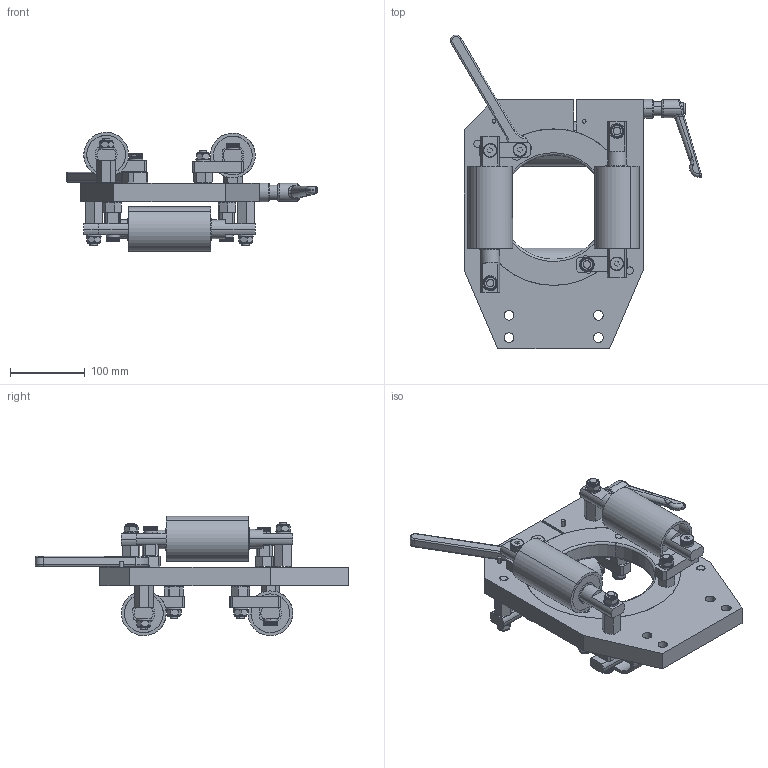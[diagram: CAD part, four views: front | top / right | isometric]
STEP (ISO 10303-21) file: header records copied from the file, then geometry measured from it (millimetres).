
FILE_DESCRIPTION (( 'STEP AP214' ), '1' );
FILE_NAME ('190508_STEP_2069B.STEP', '2019-05-08T11:19:06', ( '' ), ( '' ), 'SwSTEP 2.0', 'SolidWorks 2019', '' );
FILE_SCHEMA (( 'AUTOMOTIVE_DESIGN' ));
Length unit declared in the file: millimetre
Products named in the file (1): 190508_STEP_2069B
Bounding box: 336.91 x 420.59 x 159.95 mm (x, y, z)
Surface area: 449645.9 mm2 (no closed solid volume)
Topology: 0 solids, 84 shells, 868 faces, 4172 edges, 3092 vertices
Faces by surface type: plane 536, cylinder 193, cone 72, bspline 43, torus 24
Entity records: 57129 total; most frequent: CARTESIAN_POINT 15913, DIRECTION 6188, ORIENTED_EDGE 6188, EDGE_CURVE 4170, VERTEX_POINT 3092, AXIS2_PLACEMENT_3D 2169, VECTOR 1850, LINE 1850
